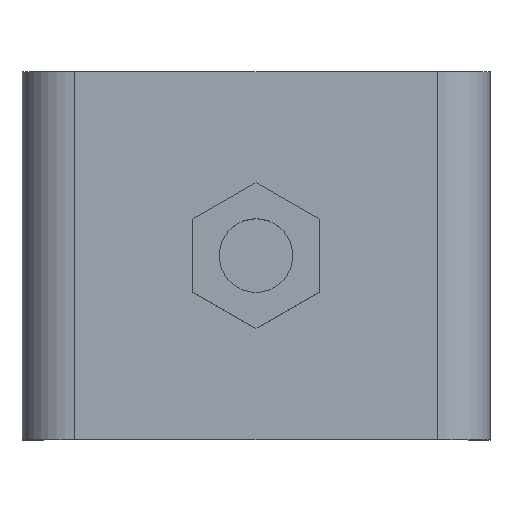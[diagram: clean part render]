
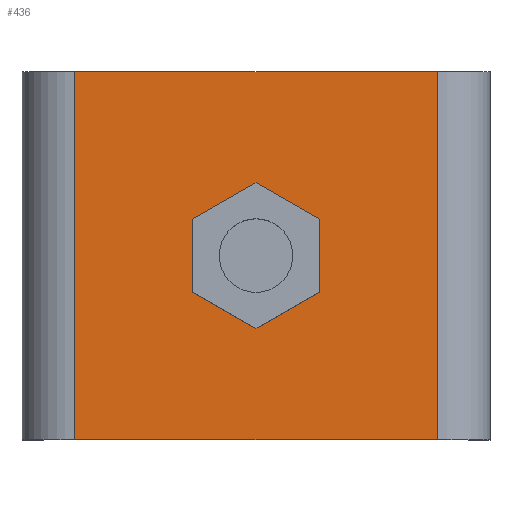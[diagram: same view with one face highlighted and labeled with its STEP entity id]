
A CAD part, top view. The second image highlights one B-rep face of the part: STEP entity #436.
In plain terms, the highlighted planar face has unit normal (0, 0, 1).
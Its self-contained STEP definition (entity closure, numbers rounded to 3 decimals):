
#19 = EDGE_LOOP ( 'NONE', ( #1066, #388, #214, #820, #653, #519 ) ) ;
#23 = EDGE_CURVE ( 'NONE', #1071, #159, #1042, .T. ) ;
#42 = CARTESIAN_POINT ( 'NONE',  ( 0., -13.856, 4. ) ) ;
#48 = CARTESIAN_POINT ( 'NONE',  ( 0., -13.856, 4. ) ) ;
#52 = DIRECTION ( 'NONE',  ( 1., 0., 0. ) ) ;
#77 = EDGE_CURVE ( 'NONE', #93, #974, #383, .T. ) ;
#91 = DIRECTION ( 'NONE',  ( 0., -1., 0. ) ) ;
#93 = VERTEX_POINT ( 'NONE', #48 ) ;
#101 = DIRECTION ( 'NONE',  ( 0.866, -0.5, 0. ) ) ;
#114 = VERTEX_POINT ( 'NONE', #297 ) ;
#119 = DIRECTION ( 'NONE',  ( 0., 1., 0. ) ) ;
#123 = EDGE_CURVE ( 'NONE', #114, #294, #478, .T. ) ;
#149 = DIRECTION ( 'NONE',  ( 0., 0., 1. ) ) ;
#159 = VERTEX_POINT ( 'NONE', #838 ) ;
#172 = CARTESIAN_POINT ( 'NONE',  ( 12., -6.928, 4. ) ) ;
#182 = CARTESIAN_POINT ( 'NONE',  ( -34.5, 35., 4. ) ) ;
#184 = LINE ( 'NONE', #350, #727 ) ;
#205 = ORIENTED_EDGE ( 'NONE', *, *, #681, .F. ) ;
#214 = ORIENTED_EDGE ( 'NONE', *, *, #531, .F. ) ;
#244 = EDGE_CURVE ( 'NONE', #944, #840, #750, .T. ) ;
#249 = DIRECTION ( 'NONE',  ( 1., 0., 0. ) ) ;
#258 = EDGE_CURVE ( 'NONE', #974, #114, #832, .T. ) ;
#262 = LINE ( 'NONE', #293, #1011 ) ;
#269 = VECTOR ( 'NONE', #628, 1000. ) ;
#280 = CARTESIAN_POINT ( 'NONE',  ( 0., 13.856, 4. ) ) ;
#283 = ORIENTED_EDGE ( 'NONE', *, *, #244, .F. ) ;
#292 = EDGE_CURVE ( 'NONE', #1071, #93, #184, .T. ) ;
#293 = CARTESIAN_POINT ( 'NONE',  ( 34.5, 35., 4. ) ) ;
#294 = VERTEX_POINT ( 'NONE', #280 ) ;
#297 = CARTESIAN_POINT ( 'NONE',  ( 12., 6.928, 4. ) ) ;
#298 = CARTESIAN_POINT ( 'NONE',  ( 34.5, -35., 4. ) ) ;
#319 = EDGE_CURVE ( 'NONE', #944, #1044, #689, .T. ) ;
#350 = CARTESIAN_POINT ( 'NONE',  ( -12., -6.928, 4. ) ) ;
#371 = DIRECTION ( 'NONE',  ( -1., 0., 0. ) ) ;
#383 = LINE ( 'NONE', #42, #269 ) ;
#388 = ORIENTED_EDGE ( 'NONE', *, *, #23, .T. ) ;
#426 = LINE ( 'NONE', #298, #530 ) ;
#436 = ADVANCED_FACE ( 'NONE', ( #631, #879 ), #730, .T. ) ;
#478 = LINE ( 'NONE', #814, #482 ) ;
#482 = VECTOR ( 'NONE', #1053, 1000. ) ;
#483 = LINE ( 'NONE', #924, #728 ) ;
#519 = ORIENTED_EDGE ( 'NONE', *, *, #77, .F. ) ;
#530 = VECTOR ( 'NONE', #371, 1000. ) ;
#531 = EDGE_CURVE ( 'NONE', #294, #159, #483, .T. ) ;
#545 = CARTESIAN_POINT ( 'NONE',  ( 34.5, -35., 4. ) ) ;
#628 = DIRECTION ( 'NONE',  ( 0.866, 0.5, 0. ) ) ;
#631 = FACE_BOUND ( 'NONE', #19, .T. ) ;
#641 = VECTOR ( 'NONE', #827, 1000. ) ;
#653 = ORIENTED_EDGE ( 'NONE', *, *, #258, .F. ) ;
#657 = ORIENTED_EDGE ( 'NONE', *, *, #668, .F. ) ;
#668 = EDGE_CURVE ( 'NONE', #840, #776, #262, .T. ) ;
#677 = VECTOR ( 'NONE', #766, 1000. ) ;
#681 = EDGE_CURVE ( 'NONE', #776, #1044, #426, .T. ) ;
#689 = LINE ( 'NONE', #1030, #677 ) ;
#694 = AXIS2_PLACEMENT_3D ( 'NONE', #787, #149, #52 ) ;
#727 = VECTOR ( 'NONE', #101, 1000. ) ;
#728 = VECTOR ( 'NONE', #837, 1000. ) ;
#730 = PLANE ( 'NONE',  #694 ) ;
#750 = LINE ( 'NONE', #1094, #866 ) ;
#753 = ORIENTED_EDGE ( 'NONE', *, *, #319, .T. ) ;
#757 = CARTESIAN_POINT ( 'NONE',  ( -34.5, -35., 4. ) ) ;
#762 = CARTESIAN_POINT ( 'NONE',  ( 12., -6.928, 4. ) ) ;
#766 = DIRECTION ( 'NONE',  ( 0., -1., 0. ) ) ;
#776 = VERTEX_POINT ( 'NONE', #545 ) ;
#787 = CARTESIAN_POINT ( 'NONE',  ( 34.5, -35., 4. ) ) ;
#814 = CARTESIAN_POINT ( 'NONE',  ( 12., 6.928, 4. ) ) ;
#820 = ORIENTED_EDGE ( 'NONE', *, *, #123, .F. ) ;
#827 = DIRECTION ( 'NONE',  ( 0., 1., 0. ) ) ;
#832 = LINE ( 'NONE', #762, #641 ) ;
#837 = DIRECTION ( 'NONE',  ( -0.866, -0.5, 0. ) ) ;
#838 = CARTESIAN_POINT ( 'NONE',  ( -12., 6.928, 4. ) ) ;
#840 = VERTEX_POINT ( 'NONE', #904 ) ;
#849 = CARTESIAN_POINT ( 'NONE',  ( -12., -6.928, 4. ) ) ;
#866 = VECTOR ( 'NONE', #249, 1000. ) ;
#875 = CARTESIAN_POINT ( 'NONE',  ( -12., -6.928, 4. ) ) ;
#879 = FACE_OUTER_BOUND ( 'NONE', #927, .T. ) ;
#904 = CARTESIAN_POINT ( 'NONE',  ( 34.5, 35., 4. ) ) ;
#924 = CARTESIAN_POINT ( 'NONE',  ( 0., 13.856, 4. ) ) ;
#927 = EDGE_LOOP ( 'NONE', ( #205, #657, #283, #753 ) ) ;
#944 = VERTEX_POINT ( 'NONE', #182 ) ;
#974 = VERTEX_POINT ( 'NONE', #172 ) ;
#994 = VECTOR ( 'NONE', #119, 1000. ) ;
#1011 = VECTOR ( 'NONE', #91, 1000. ) ;
#1030 = CARTESIAN_POINT ( 'NONE',  ( -34.5, 35., 4. ) ) ;
#1042 = LINE ( 'NONE', #875, #994 ) ;
#1044 = VERTEX_POINT ( 'NONE', #757 ) ;
#1053 = DIRECTION ( 'NONE',  ( -0.866, 0.5, 0. ) ) ;
#1066 = ORIENTED_EDGE ( 'NONE', *, *, #292, .F. ) ;
#1071 = VERTEX_POINT ( 'NONE', #849 ) ;
#1094 = CARTESIAN_POINT ( 'NONE',  ( -34.5, 35., 4. ) ) ;
